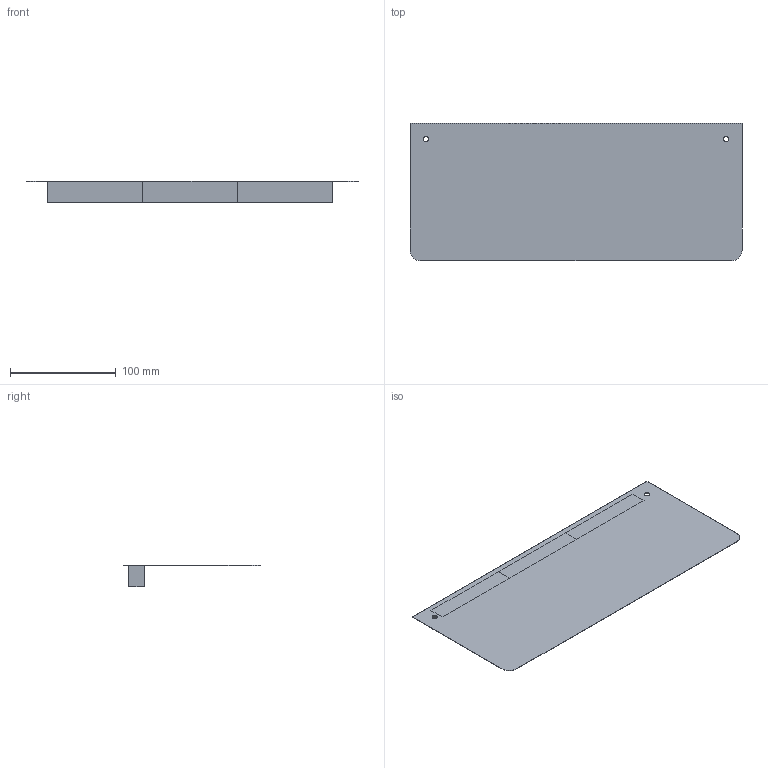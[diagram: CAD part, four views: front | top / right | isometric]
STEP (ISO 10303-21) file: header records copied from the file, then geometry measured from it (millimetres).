
FILE_DESCRIPTION(/* description */ (''),/* implementation_level */ '2;1');
FILE_NAME(/* name */ 'desfasurata si burete lipit.stp',/* time_stamp */ '2020-04-05T17:59:35+02:00',/* author */ (''),/* organization */ (''),/* preprocessor_version */ 'ST-DEVELOPER v16',/* originating_system */ 'SIEMENS PLM Software NX 11.0',/* authorisation */ '');
FILE_SCHEMA (('AUTOMOTIVE_DESIGN { 1 0 10303 214 3 1 1 1 }'));
Length unit declared in the file: millimetre
Products named in the file (1): desfasurata
Bounding box: 314 x 130 x 20.3 mm (x, y, z)
Volume: 93221.3 mm3; surface area: 102448.9 mm2
Topology: 4 solids, 4 shells, 28 faces, 62 edges, 42 vertices
Faces by surface type: plane 24, cylinder 4
Full cylindrical faces by diameter (mm): 5 x2
Entity records: 790 total; most frequent: CARTESIAN_POINT 127, DIRECTION 124, ORIENTED_EDGE 116, EDGE_CURVE 58, LINE 50, VECTOR 50, VERTEX_POINT 40, AXIS2_PLACEMENT_3D 37
